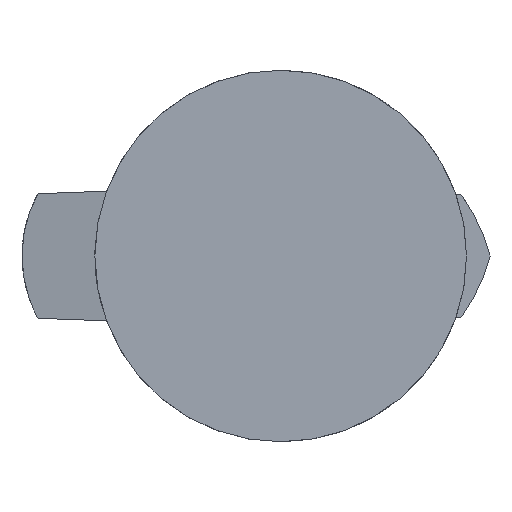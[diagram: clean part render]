
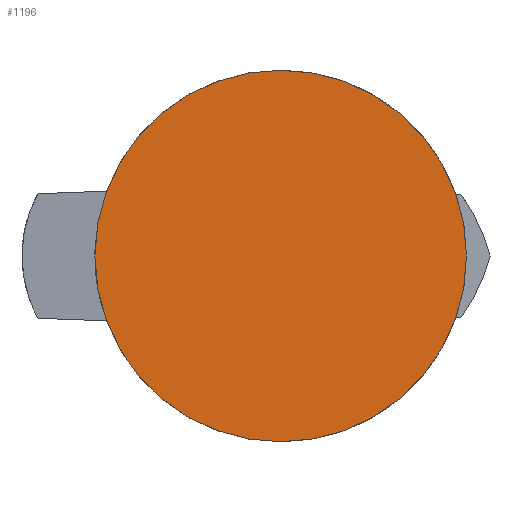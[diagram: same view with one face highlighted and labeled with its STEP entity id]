
A CAD part, left-side view. The second image highlights one B-rep face of the part: STEP entity #1196.
In plain terms, the highlighted planar face has unit normal (-1, 0, 0).
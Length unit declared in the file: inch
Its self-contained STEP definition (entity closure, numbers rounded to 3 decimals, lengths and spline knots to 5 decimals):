
#219 = CARTESIAN_POINT ( 'NONE',  ( -3.59959, 5.77516, 0.86145 ) ) ;
#221 = CARTESIAN_POINT ( 'NONE',  ( -3.59959, 5.77516, 0.86145 ) ) ;
#228 = DIRECTION ( 'NONE',  ( -1., 0., 0. ) ) ;
#232 = DIRECTION ( 'NONE',  ( -1., 0., 0. ) ) ;
#240 = DIRECTION ( 'NONE',  ( 0., 0., 1. ) ) ;
#271 = ORIENTED_EDGE ( 'NONE', *, *, #852, .T. ) ;
#343 = VERTEX_POINT ( 'NONE', #581 ) ;
#581 = CARTESIAN_POINT ( 'NONE',  ( -3.59959, 5.77516, 0.2394 ) ) ;
#621 = AXIS2_PLACEMENT_3D ( 'NONE', #648, #644, #641 ) ;
#641 = DIRECTION ( 'NONE',  ( 0., 0., 1. ) ) ;
#644 = DIRECTION ( 'NONE',  ( -1., 0., 0. ) ) ;
#648 = CARTESIAN_POINT ( 'NONE',  ( -3.59959, 5.77516, 0.86145 ) ) ;
#724 = ORIENTED_EDGE ( 'NONE', *, *, #917, .T. ) ;
#852 = EDGE_CURVE ( 'NONE', #343, #1051, #1289, .T. ) ;
#917 = EDGE_CURVE ( 'NONE', #1051, #343, #1301, .T. ) ;
#1005 = CARTESIAN_POINT ( 'NONE',  ( -3.59959, 5.77516, 1.4835 ) ) ;
#1041 = AXIS2_PLACEMENT_3D ( 'NONE', #221, #232, #240 ) ;
#1051 = VERTEX_POINT ( 'NONE', #1005 ) ;
#1088 = AXIS2_PLACEMENT_3D ( 'NONE', #219, #228, #1323 ) ;
#1178 = FACE_OUTER_BOUND ( 'NONE', #1183, .T. ) ;
#1183 = EDGE_LOOP ( 'NONE', ( #724, #271 ) ) ;
#1196 = ADVANCED_FACE ( 'NONE', ( #1178 ), #1262, .T. ) ;
#1262 = PLANE ( 'NONE',  #621 ) ;
#1289 = CIRCLE ( 'NONE', #1088, 0.62205 ) ;
#1301 = CIRCLE ( 'NONE', #1041, 0.62205 ) ;
#1323 = DIRECTION ( 'NONE',  ( 0., 0., 1. ) ) ;
